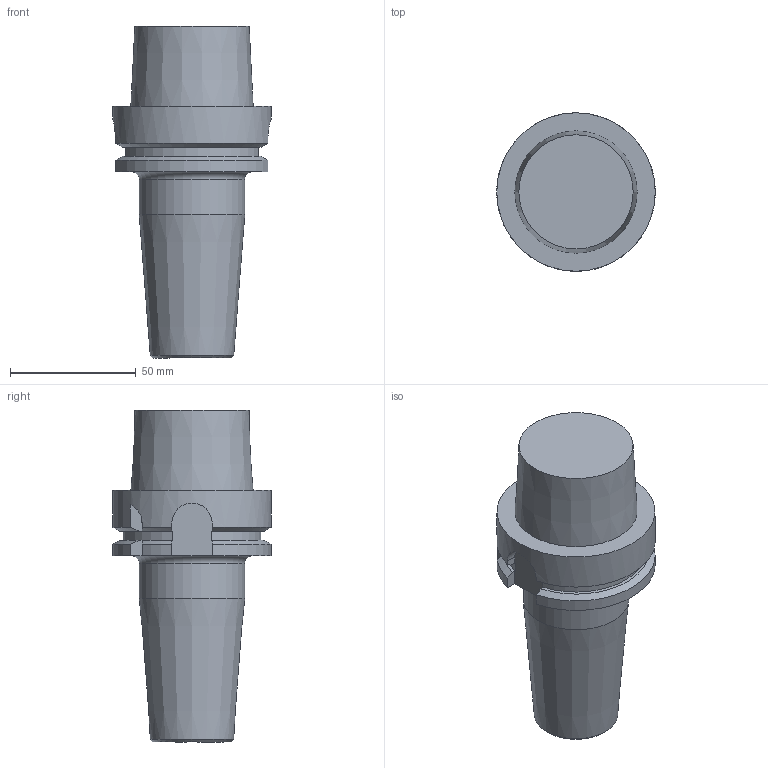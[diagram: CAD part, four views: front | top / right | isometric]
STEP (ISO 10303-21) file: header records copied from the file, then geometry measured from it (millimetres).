
FILE_DESCRIPTION(/* description */ (''),/* implementation_level */ '2;1');
FILE_NAME(/* name */ '1489151795327.stp',/* time_stamp */ '2017-03-10T14:16:47+01:00',/* author */ (''),/* organization */ ('SMS'),/* preprocessor_version */ 'ST-DEVELOPER v15',/* originating_system */ 'SIEMENS PLM Software NX 8.5',/* authorisation */ '');
FILE_SCHEMA (('AUTOMOTIVE_DESIGN { 1 0 10303 214 3 1 1 1 }'));
Length unit declared in the file: millimetre
Products named in the file (1): HA06-SH20Q-S-100
Bounding box: 63 x 63 x 132 mm (x, y, z)
Volume: 199823.8 mm3; surface area: 32313 mm2
Topology: 2 solids, 2 shells, 49 faces, 140 edges, 97 vertices
Faces by surface type: plane 25, cylinder 13, cone 10, torus 1
Full cylindrical faces by diameter (mm): 20 x1, 20.6 x1, 42 x1, 63 x1
Entity records: 1629 total; most frequent: CARTESIAN_POINT 363, ORIENTED_EDGE 252, DIRECTION 244, EDGE_CURVE 126, VERTEX_POINT 92, AXIS2_PLACEMENT_3D 89, LINE 66, VECTOR 66
